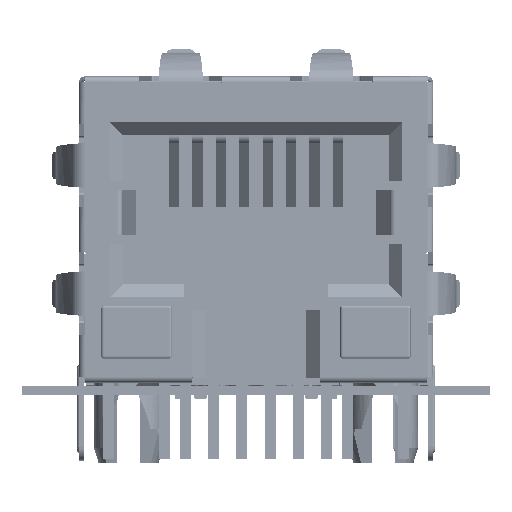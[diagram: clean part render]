
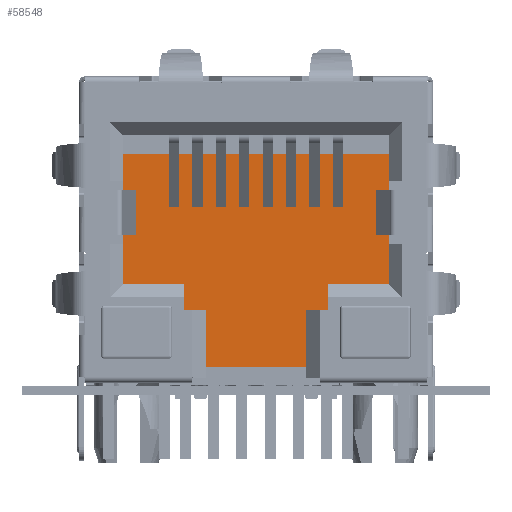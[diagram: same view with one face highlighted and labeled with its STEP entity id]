
A CAD part, left-side view. The second image highlights one B-rep face of the part: STEP entity #58548.
In plain terms, the highlighted face is planar.
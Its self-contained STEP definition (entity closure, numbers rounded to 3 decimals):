
#55666 = VERTEX_POINT('',#55667);
#55667 = CARTESIAN_POINT('',(-2.25,-0.22,3.63));
#55673 = EDGE_CURVE('',#55666,#55674,#55676,.T.);
#55674 = VERTEX_POINT('',#55675);
#55675 = CARTESIAN_POINT('',(-2.25,-0.22,6.17));
#55676 = LINE('',#55677,#55678);
#55677 = CARTESIAN_POINT('',(-2.25,-0.22,3.63));
#55678 = VECTOR('',#55679,1.);
#55679 = DIRECTION('',(0.,0.,1.));
#57237 = VERTEX_POINT('',#57238);
#57238 = CARTESIAN_POINT('',(5.95,-0.22,0.63));
#57255 = VERTEX_POINT('',#57256);
#57256 = CARTESIAN_POINT('',(5.95,-0.22,2.43));
#57262 = EDGE_CURVE('',#57255,#57237,#57263,.T.);
#57263 = LINE('',#57264,#57265);
#57264 = CARTESIAN_POINT('',(5.95,-0.22,2.43));
#57265 = VECTOR('',#57266,1.);
#57266 = DIRECTION('',(0.,0.,-1.));
#58521 = EDGE_CURVE('',#58522,#58524,#58526,.T.);
#58522 = VERTEX_POINT('',#58523);
#58523 = CARTESIAN_POINT('',(5.95,-0.22,-3.41));
#58524 = VERTEX_POINT('',#58525);
#58525 = CARTESIAN_POINT('',(-5.95,-0.22,-3.41));
#58526 = LINE('',#58527,#58528);
#58527 = CARTESIAN_POINT('',(3.25,-0.22,-3.41));
#58528 = VECTOR('',#58529,1.);
#58529 = DIRECTION('',(-1.,0.,0.));
#58548 = ADVANCED_FACE('',(#58549),#58652,.T.);
#58549 = FACE_BOUND('',#58550,.T.);
#58550 = EDGE_LOOP('',(#58551,#58552,#58560,#58566,#58567,#58575,#58583,
    #58591,#58599,#58605,#58606,#58614,#58622,#58630,#58638,#58646));
#58551 = ORIENTED_EDGE('',*,*,#58521,.F.);
#58552 = ORIENTED_EDGE('',*,*,#58553,.F.);
#58553 = EDGE_CURVE('',#58554,#58522,#58556,.T.);
#58554 = VERTEX_POINT('',#58555);
#58555 = CARTESIAN_POINT('',(5.95,-0.22,-2.17));
#58556 = LINE('',#58557,#58558);
#58557 = CARTESIAN_POINT('',(5.95,-0.22,2.43));
#58558 = VECTOR('',#58559,1.);
#58559 = DIRECTION('',(0.,0.,-1.));
#58560 = ORIENTED_EDGE('',*,*,#58561,.F.);
#58561 = EDGE_CURVE('',#57237,#58554,#58562,.T.);
#58562 = LINE('',#58563,#58564);
#58563 = CARTESIAN_POINT('',(5.95,-0.22,2.43));
#58564 = VECTOR('',#58565,1.);
#58565 = DIRECTION('',(0.,0.,-1.));
#58566 = ORIENTED_EDGE('',*,*,#57262,.F.);
#58567 = ORIENTED_EDGE('',*,*,#58568,.F.);
#58568 = EDGE_CURVE('',#58569,#57255,#58571,.T.);
#58569 = VERTEX_POINT('',#58570);
#58570 = CARTESIAN_POINT('',(3.25,-0.22,2.43));
#58571 = LINE('',#58572,#58573);
#58572 = CARTESIAN_POINT('',(3.25,-0.22,2.43));
#58573 = VECTOR('',#58574,1.);
#58574 = DIRECTION('',(1.,0.,0.));
#58575 = ORIENTED_EDGE('',*,*,#58576,.F.);
#58576 = EDGE_CURVE('',#58577,#58569,#58579,.T.);
#58577 = VERTEX_POINT('',#58578);
#58578 = CARTESIAN_POINT('',(3.25,-0.22,3.63));
#58579 = LINE('',#58580,#58581);
#58580 = CARTESIAN_POINT('',(3.25,-0.22,3.63));
#58581 = VECTOR('',#58582,1.);
#58582 = DIRECTION('',(0.,0.,-1.));
#58583 = ORIENTED_EDGE('',*,*,#58584,.F.);
#58584 = EDGE_CURVE('',#58585,#58577,#58587,.T.);
#58585 = VERTEX_POINT('',#58586);
#58586 = CARTESIAN_POINT('',(2.25,-0.22,3.63));
#58587 = LINE('',#58588,#58589);
#58588 = CARTESIAN_POINT('',(2.25,-0.22,3.63));
#58589 = VECTOR('',#58590,1.);
#58590 = DIRECTION('',(1.,0.,0.));
#58591 = ORIENTED_EDGE('',*,*,#58592,.F.);
#58592 = EDGE_CURVE('',#58593,#58585,#58595,.T.);
#58593 = VERTEX_POINT('',#58594);
#58594 = CARTESIAN_POINT('',(2.25,-0.22,6.17));
#58595 = LINE('',#58596,#58597);
#58596 = CARTESIAN_POINT('',(2.25,-0.22,6.17));
#58597 = VECTOR('',#58598,1.);
#58598 = DIRECTION('',(0.,0.,-1.));
#58599 = ORIENTED_EDGE('',*,*,#58600,.F.);
#58600 = EDGE_CURVE('',#55674,#58593,#58601,.T.);
#58601 = LINE('',#58602,#58603);
#58602 = CARTESIAN_POINT('',(-2.25,-0.22,6.17));
#58603 = VECTOR('',#58604,1.);
#58604 = DIRECTION('',(1.,0.,0.));
#58605 = ORIENTED_EDGE('',*,*,#55673,.F.);
#58606 = ORIENTED_EDGE('',*,*,#58607,.F.);
#58607 = EDGE_CURVE('',#58608,#55666,#58610,.T.);
#58608 = VERTEX_POINT('',#58609);
#58609 = CARTESIAN_POINT('',(-3.25,-0.22,3.63));
#58610 = LINE('',#58611,#58612);
#58611 = CARTESIAN_POINT('',(-3.25,-0.22,3.63));
#58612 = VECTOR('',#58613,1.);
#58613 = DIRECTION('',(1.,0.,0.));
#58614 = ORIENTED_EDGE('',*,*,#58615,.F.);
#58615 = EDGE_CURVE('',#58616,#58608,#58618,.T.);
#58616 = VERTEX_POINT('',#58617);
#58617 = CARTESIAN_POINT('',(-3.25,-0.22,2.43));
#58618 = LINE('',#58619,#58620);
#58619 = CARTESIAN_POINT('',(-3.25,-0.22,2.43));
#58620 = VECTOR('',#58621,1.);
#58621 = DIRECTION('',(0.,0.,1.));
#58622 = ORIENTED_EDGE('',*,*,#58623,.F.);
#58623 = EDGE_CURVE('',#58624,#58616,#58626,.T.);
#58624 = VERTEX_POINT('',#58625);
#58625 = CARTESIAN_POINT('',(-5.95,-0.22,2.43));
#58626 = LINE('',#58627,#58628);
#58627 = CARTESIAN_POINT('',(-5.95,-0.22,2.43));
#58628 = VECTOR('',#58629,1.);
#58629 = DIRECTION('',(1.,0.,0.));
#58630 = ORIENTED_EDGE('',*,*,#58631,.F.);
#58631 = EDGE_CURVE('',#58632,#58624,#58634,.T.);
#58632 = VERTEX_POINT('',#58633);
#58633 = CARTESIAN_POINT('',(-5.95,-0.22,0.63));
#58634 = LINE('',#58635,#58636);
#58635 = CARTESIAN_POINT('',(-5.95,-0.22,-4.22));
#58636 = VECTOR('',#58637,1.);
#58637 = DIRECTION('',(0.,0.,1.));
#58638 = ORIENTED_EDGE('',*,*,#58639,.F.);
#58639 = EDGE_CURVE('',#58640,#58632,#58642,.T.);
#58640 = VERTEX_POINT('',#58641);
#58641 = CARTESIAN_POINT('',(-5.95,-0.22,-2.17));
#58642 = LINE('',#58643,#58644);
#58643 = CARTESIAN_POINT('',(-5.95,-0.22,-4.22));
#58644 = VECTOR('',#58645,1.);
#58645 = DIRECTION('',(0.,0.,1.));
#58646 = ORIENTED_EDGE('',*,*,#58647,.F.);
#58647 = EDGE_CURVE('',#58524,#58640,#58648,.T.);
#58648 = LINE('',#58649,#58650);
#58649 = CARTESIAN_POINT('',(-5.95,-0.22,-4.22));
#58650 = VECTOR('',#58651,1.);
#58651 = DIRECTION('',(0.,0.,1.));
#58652 = PLANE('',#58653);
#58653 = AXIS2_PLACEMENT_3D('',#58654,#58655,#58656);
#58654 = CARTESIAN_POINT('',(3.25,-0.22,2.43));
#58655 = DIRECTION('',(0.,-1.,0.));
#58656 = DIRECTION('',(0.,0.,-1.));
